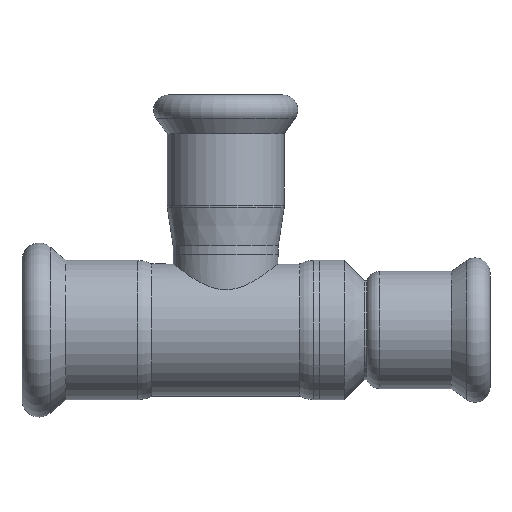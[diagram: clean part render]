
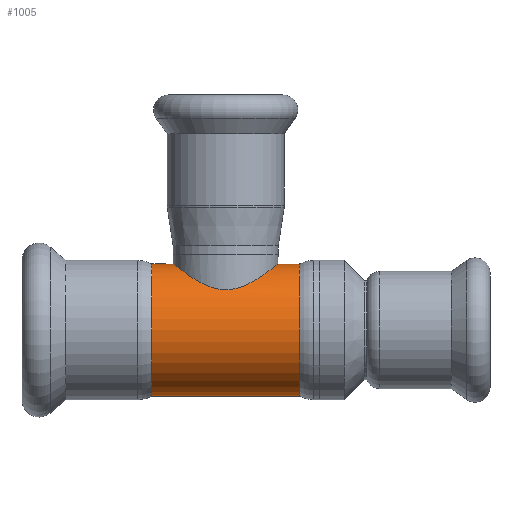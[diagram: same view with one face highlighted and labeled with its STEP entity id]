
A CAD part, front view. The second image highlights one B-rep face of the part: STEP entity #1005.
In plain terms, the highlighted cylindrical face has radius 12 mm (diameter 24 mm), a full revolution.
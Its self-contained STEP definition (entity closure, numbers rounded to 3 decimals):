
#179=FACE_BOUND($,#339,.T.);
#180=FACE_BOUND($,#340,.T.);
#181=FACE_BOUND($,#341,.T.);
#259=B_SPLINE_CURVE_WITH_KNOTS($,3,(#1687,#1688,#1689,#1690,#1691,#1692,
#1693,#1694,#1695,#1696,#1697,#1698,#1699,#1700,#1701,#1702,#1703,#1704,
#1705,#1706,#1707,#1708,#1709,#1710,#1711,#1712,#1713,#1714,#1715,#1716,
#1717,#1718,#1719,#1720,#1721,#1722,#1723,#1724,#1725,#1726,#1727,#1728),
 .UNSPECIFIED.,.T.,.F.,(4,2,2,2,2,2,2,2,2,2,2,2,2,2,2,2,2,2,2,2,4),(0.,
0.194,0.388,0.777,1.154,
1.531,1.908,2.285,2.673,2.867,
3.061,3.256,3.45,3.838,4.215,
4.592,4.969,5.346,5.735,5.929,
6.123),.UNSPECIFIED.);
#339=EDGE_LOOP($,(#770));
#340=EDGE_LOOP($,(#771));
#341=EDGE_LOOP($,(#772));
#493=CIRCLE($,#1101,12.);
#494=CIRCLE($,#1102,12.);
#573=VERTEX_POINT($,#1686);
#574=VERTEX_POINT($,#1729);
#575=VERTEX_POINT($,#1731);
#665=EDGE_CURVE($,#573,#573,#259,.T.);
#666=EDGE_CURVE($,#574,#574,#493,.T.);
#667=EDGE_CURVE($,#575,#575,#494,.T.);
#770=ORIENTED_EDGE($,*,*,#665,.T.);
#771=ORIENTED_EDGE($,*,*,#666,.F.);
#772=ORIENTED_EDGE($,*,*,#667,.T.);
#979=CYLINDRICAL_SURFACE($,#1100,12.);
#1005=ADVANCED_FACE($,(#179,#180,#181),#979,.T.);
#1100=AXIS2_PLACEMENT_3D($,#1685,#1276,#1277);
#1101=AXIS2_PLACEMENT_3D($,#1730,#1278,#1279);
#1102=AXIS2_PLACEMENT_3D($,#1732,#1280,#1281);
#1276=DIRECTION('center_axis',(1.,0.,0.));
#1277=DIRECTION('ref_axis',(0.,1.,0.));
#1278=DIRECTION('center_axis',(1.,0.,0.));
#1279=DIRECTION('ref_axis',(0.,1.,0.));
#1280=DIRECTION('center_axis',(1.,0.,0.));
#1281=DIRECTION('ref_axis',(0.,1.,0.));
#1685=CARTESIAN_POINT('Origin',(0.,0.,0.));
#1686=CARTESIAN_POINT('',(0.,9.5,7.331));
#1687=CARTESIAN_POINT('Ctrl Pts',(0.,9.5,7.331));
#1688=CARTESIAN_POINT('Ctrl Pts',(0.647,9.5,7.331));
#1689=CARTESIAN_POINT('Ctrl Pts',(1.291,9.433,7.42));
#1690=CARTESIAN_POINT('Ctrl Pts',(2.538,9.177,7.735));
#1691=CARTESIAN_POINT('Ctrl Pts',(3.142,8.987,7.96));
#1692=CARTESIAN_POINT('Ctrl Pts',(4.864,8.255,8.738));
#1693=CARTESIAN_POINT('Ctrl Pts',(5.892,7.543,9.386));
#1694=CARTESIAN_POINT('Ctrl Pts',(7.519,5.916,10.485));
#1695=CARTESIAN_POINT('Ctrl Pts',(8.245,4.887,11.028));
#1696=CARTESIAN_POINT('Ctrl Pts',(9.236,2.558,11.788));
#1697=CARTESIAN_POINT('Ctrl Pts',(9.5,1.257,12.));
#1698=CARTESIAN_POINT('Ctrl Pts',(9.5,-1.257,12.));
#1699=CARTESIAN_POINT('Ctrl Pts',(9.236,-2.558,11.788));
#1700=CARTESIAN_POINT('Ctrl Pts',(8.245,-4.887,11.028));
#1701=CARTESIAN_POINT('Ctrl Pts',(7.519,-5.916,10.485));
#1702=CARTESIAN_POINT('Ctrl Pts',(5.892,-7.543,9.386));
#1703=CARTESIAN_POINT('Ctrl Pts',(4.864,-8.255,8.738));
#1704=CARTESIAN_POINT('Ctrl Pts',(3.142,-8.987,7.96));
#1705=CARTESIAN_POINT('Ctrl Pts',(2.538,-9.177,7.735));
#1706=CARTESIAN_POINT('Ctrl Pts',(1.291,-9.433,7.42));
#1707=CARTESIAN_POINT('Ctrl Pts',(0.647,-9.5,7.331));
#1708=CARTESIAN_POINT('Ctrl Pts',(-0.647,-9.5,7.331));
#1709=CARTESIAN_POINT('Ctrl Pts',(-1.291,-9.433,7.42));
#1710=CARTESIAN_POINT('Ctrl Pts',(-2.538,-9.177,7.735));
#1711=CARTESIAN_POINT('Ctrl Pts',(-3.142,-8.987,7.96));
#1712=CARTESIAN_POINT('Ctrl Pts',(-4.864,-8.255,8.738));
#1713=CARTESIAN_POINT('Ctrl Pts',(-5.892,-7.543,9.386));
#1714=CARTESIAN_POINT('Ctrl Pts',(-7.519,-5.916,10.485));
#1715=CARTESIAN_POINT('Ctrl Pts',(-8.245,-4.887,11.028));
#1716=CARTESIAN_POINT('Ctrl Pts',(-9.236,-2.558,11.788));
#1717=CARTESIAN_POINT('Ctrl Pts',(-9.5,-1.257,12.));
#1718=CARTESIAN_POINT('Ctrl Pts',(-9.5,1.257,12.));
#1719=CARTESIAN_POINT('Ctrl Pts',(-9.236,2.558,11.788));
#1720=CARTESIAN_POINT('Ctrl Pts',(-8.245,4.887,11.028));
#1721=CARTESIAN_POINT('Ctrl Pts',(-7.519,5.916,10.485));
#1722=CARTESIAN_POINT('Ctrl Pts',(-5.892,7.543,9.386));
#1723=CARTESIAN_POINT('Ctrl Pts',(-4.864,8.255,8.738));
#1724=CARTESIAN_POINT('Ctrl Pts',(-3.142,8.987,7.96));
#1725=CARTESIAN_POINT('Ctrl Pts',(-2.538,9.177,7.735));
#1726=CARTESIAN_POINT('Ctrl Pts',(-1.291,9.433,7.42));
#1727=CARTESIAN_POINT('Ctrl Pts',(-0.647,9.5,7.331));
#1728=CARTESIAN_POINT('Ctrl Pts',(0.,9.5,7.331));
#1729=CARTESIAN_POINT('',(16.,12.,0.));
#1730=CARTESIAN_POINT('Origin',(16.,0.,0.));
#1731=CARTESIAN_POINT('',(-16.,12.,0.));
#1732=CARTESIAN_POINT('Origin',(-16.,0.,0.));
